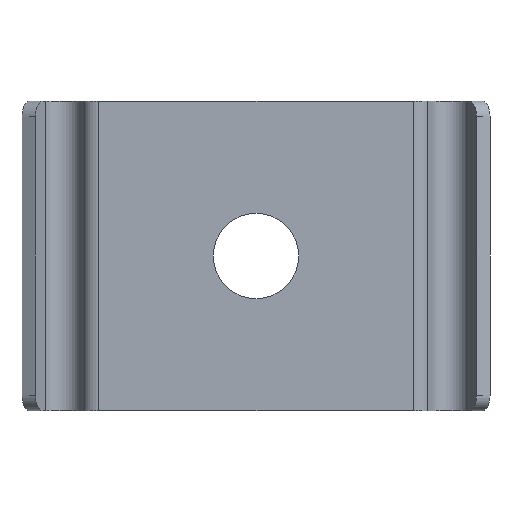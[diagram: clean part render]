
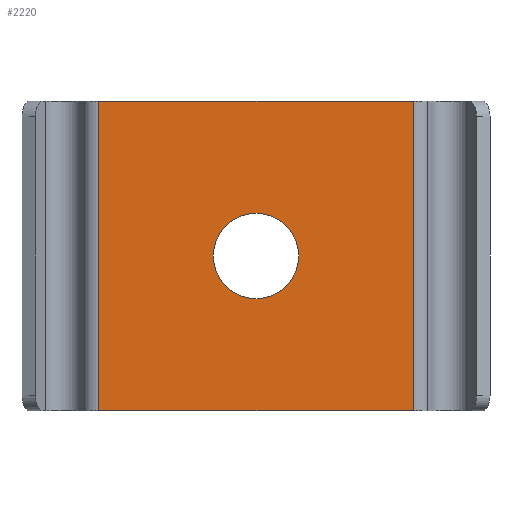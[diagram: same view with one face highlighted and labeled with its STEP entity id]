
A CAD part, front view. The second image highlights one B-rep face of the part: STEP entity #2220.
In plain terms, the highlighted planar face has unit normal (0, -1, 0).
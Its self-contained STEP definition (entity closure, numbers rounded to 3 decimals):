
#380=CARTESIAN_POINT('',(10.45,0.,0.));
#390=VERTEX_POINT('',#380);
#420=CARTESIAN_POINT('',(0.,0.,0.));
#430=DIRECTION('',(1.,0.,0.));
#440=VECTOR('',#430,1.);
#450=LINE('',#420,#440);
#460=CARTESIAN_POINT('',(51.095,0.,0.));
#470=VERTEX_POINT('',#460);
#480=EDGE_CURVE('',#390,#470,#450,.T.);
#1770=CARTESIAN_POINT('',(31.35,0.,0.));
#1780=DIRECTION('',(-0.,1.,0.));
#1790=DIRECTION('',(1.,0.,0.));
#1800=AXIS2_PLACEMENT_3D('',#1770,#1780,#1790);
#1810=PLANE('',#1800);
#1820=CARTESIAN_POINT('',(30.772,0.,20.));
#1830=DIRECTION('',(0.,1.,0.));
#1840=DIRECTION('',(1.,0.,0.));
#1850=AXIS2_PLACEMENT_3D('',#1820,#1830,#1840);
#1860=CIRCLE('',#1850,5.5);
#1870=CARTESIAN_POINT('',(36.272,0.,20.));
#1880=VERTEX_POINT('',#1870);
#1890=CARTESIAN_POINT('',(25.272,0.,20.));
#1900=VERTEX_POINT('',#1890);
#1910=EDGE_CURVE('',#1880,#1900,#1860,.T.);
#1920=ORIENTED_EDGE('',*,*,#1910,.T.);
#1930=EDGE_CURVE('',#1900,#1880,#1860,.T.);
#1940=ORIENTED_EDGE('',*,*,#1930,.T.);
#1950=EDGE_LOOP('',(#1940,#1920));
#1960=FACE_BOUND('',#1950,.T.);
#1970=CARTESIAN_POINT('',(61.545,0.,40.));
#1980=DIRECTION('',(-1.,0.,0.));
#1990=VECTOR('',#1980,1.);
#2000=LINE('',#1970,#1990);
#2010=CARTESIAN_POINT('',(51.095,0.,40.));
#2020=VERTEX_POINT('',#2010);
#2030=CARTESIAN_POINT('',(10.45,0.,40.));
#2040=VERTEX_POINT('',#2030);
#2050=EDGE_CURVE('',#2020,#2040,#2000,.T.);
#2060=ORIENTED_EDGE('',*,*,#2050,.T.);
#2070=CARTESIAN_POINT('',(51.095,0.,0.));
#2080=DIRECTION('',(0.,0.,-1.));
#2090=VECTOR('',#2080,1.);
#2100=LINE('',#2070,#2090);
#2110=EDGE_CURVE('',#2020,#470,#2100,.T.);
#2120=ORIENTED_EDGE('',*,*,#2110,.F.);
#2130=ORIENTED_EDGE('',*,*,#480,.T.);
#2140=CARTESIAN_POINT('',(10.45,0.,0.));
#2150=DIRECTION('',(0.,0.,1.));
#2160=VECTOR('',#2150,1.);
#2170=LINE('',#2140,#2160);
#2180=EDGE_CURVE('',#390,#2040,#2170,.T.);
#2190=ORIENTED_EDGE('',*,*,#2180,.F.);
#2200=EDGE_LOOP('',(#2190,#2130,#2120,#2060));
#2210=FACE_OUTER_BOUND('',#2200,.T.);
#2220=ADVANCED_FACE('',(#1960,#2210),#1810,.F.);
